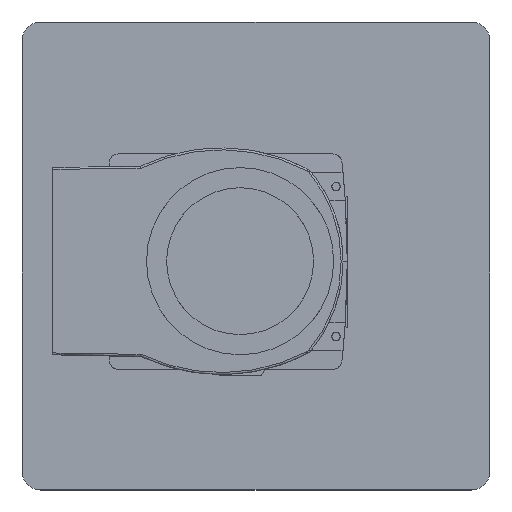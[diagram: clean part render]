
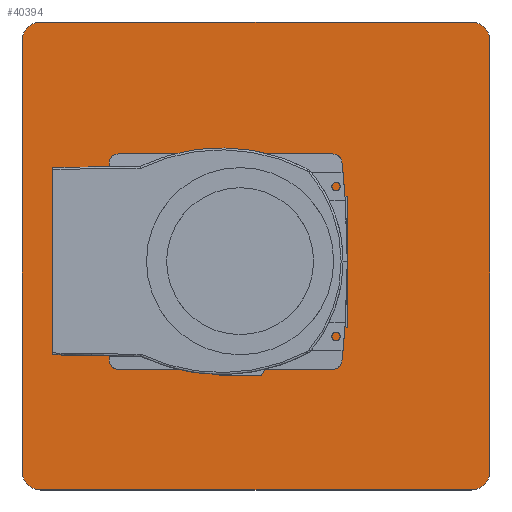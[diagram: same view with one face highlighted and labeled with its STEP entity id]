
A CAD part, top view. The second image highlights one B-rep face of the part: STEP entity #40394.
In plain terms, the highlighted planar face has unit normal (0, 0, 1).
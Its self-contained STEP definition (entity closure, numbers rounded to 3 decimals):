
#40394 = ADVANCED_FACE('',(#40395),#40409,.T.);
#40395 = FACE_BOUND('',#40396,.T.);
#40396 = EDGE_LOOP('',(#40397,#40432,#40461,#40489,#40522,#40550,#40579,
    #40607));
#40397 = ORIENTED_EDGE('',*,*,#40398,.F.);
#40398 = EDGE_CURVE('',#40399,#40401,#40403,.T.);
#40399 = VERTEX_POINT('',#40400);
#40400 = CARTESIAN_POINT('',(-233.,-224.,1.));
#40401 = VERTEX_POINT('',#40402);
#40402 = CARTESIAN_POINT('',(-233.,236.,1.));
#40403 = SURFACE_CURVE('',#40404,(#40408,#40420),.PCURVE_S1.);
#40404 = LINE('',#40405,#40406);
#40405 = CARTESIAN_POINT('',(-233.,-244.,1.));
#40406 = VECTOR('',#40407,1.);
#40407 = DIRECTION('',(0.,1.,0.));
#40408 = PCURVE('',#40409,#40414);
#40409 = PLANE('',#40410);
#40410 = AXIS2_PLACEMENT_3D('',#40411,#40412,#40413);
#40411 = CARTESIAN_POINT('',(-233.,-244.,1.));
#40412 = DIRECTION('',(0.,0.,1.));
#40413 = DIRECTION('',(1.,0.,0.));
#40414 = DEFINITIONAL_REPRESENTATION('',(#40415),#40419);
#40415 = LINE('',#40416,#40417);
#40416 = CARTESIAN_POINT('',(0.,0.));
#40417 = VECTOR('',#40418,1.);
#40418 = DIRECTION('',(0.,1.));
#40419 = ( GEOMETRIC_REPRESENTATION_CONTEXT(2) 
PARAMETRIC_REPRESENTATION_CONTEXT() REPRESENTATION_CONTEXT('2D SPACE',''
  ) );
#40420 = PCURVE('',#40421,#40426);
#40421 = PLANE('',#40422);
#40422 = AXIS2_PLACEMENT_3D('',#40423,#40424,#40425);
#40423 = CARTESIAN_POINT('',(-233.,-244.,-24.));
#40424 = DIRECTION('',(1.,0.,0.));
#40425 = DIRECTION('',(0.,0.,1.));
#40426 = DEFINITIONAL_REPRESENTATION('',(#40427),#40431);
#40427 = LINE('',#40428,#40429);
#40428 = CARTESIAN_POINT('',(25.,0.));
#40429 = VECTOR('',#40430,1.);
#40430 = DIRECTION('',(0.,-1.));
#40431 = ( GEOMETRIC_REPRESENTATION_CONTEXT(2) 
PARAMETRIC_REPRESENTATION_CONTEXT() REPRESENTATION_CONTEXT('2D SPACE',''
  ) );
#40432 = ORIENTED_EDGE('',*,*,#40433,.T.);
#40433 = EDGE_CURVE('',#40399,#40434,#40436,.T.);
#40434 = VERTEX_POINT('',#40435);
#40435 = CARTESIAN_POINT('',(-213.,-244.,1.));
#40436 = SURFACE_CURVE('',#40437,(#40442,#40449),.PCURVE_S1.);
#40437 = CIRCLE('',#40438,20.);
#40438 = AXIS2_PLACEMENT_3D('',#40439,#40440,#40441);
#40439 = CARTESIAN_POINT('',(-213.,-224.,1.));
#40440 = DIRECTION('',(0.,0.,1.));
#40441 = DIRECTION('',(0.,-1.,0.));
#40442 = PCURVE('',#40409,#40443);
#40443 = DEFINITIONAL_REPRESENTATION('',(#40444),#40448);
#40444 = CIRCLE('',#40445,20.);
#40445 = AXIS2_PLACEMENT_2D('',#40446,#40447);
#40446 = CARTESIAN_POINT('',(20.,20.));
#40447 = DIRECTION('',(0.,-1.));
#40448 = ( GEOMETRIC_REPRESENTATION_CONTEXT(2) 
PARAMETRIC_REPRESENTATION_CONTEXT() REPRESENTATION_CONTEXT('2D SPACE',''
  ) );
#40449 = PCURVE('',#40450,#40455);
#40450 = CYLINDRICAL_SURFACE('',#40451,20.);
#40451 = AXIS2_PLACEMENT_3D('',#40452,#40453,#40454);
#40452 = CARTESIAN_POINT('',(-213.,-224.,-24.));
#40453 = DIRECTION('',(0.,0.,1.));
#40454 = DIRECTION('',(-1.,-0.,0.));
#40455 = DEFINITIONAL_REPRESENTATION('',(#40456),#40460);
#40456 = LINE('',#40457,#40458);
#40457 = CARTESIAN_POINT('',(-4.712,25.));
#40458 = VECTOR('',#40459,1.);
#40459 = DIRECTION('',(1.,0.));
#40460 = ( GEOMETRIC_REPRESENTATION_CONTEXT(2) 
PARAMETRIC_REPRESENTATION_CONTEXT() REPRESENTATION_CONTEXT('2D SPACE',''
  ) );
#40461 = ORIENTED_EDGE('',*,*,#40462,.T.);
#40462 = EDGE_CURVE('',#40434,#40463,#40465,.T.);
#40463 = VERTEX_POINT('',#40464);
#40464 = CARTESIAN_POINT('',(247.,-244.,1.));
#40465 = SURFACE_CURVE('',#40466,(#40470,#40477),.PCURVE_S1.);
#40466 = LINE('',#40467,#40468);
#40467 = CARTESIAN_POINT('',(-233.,-244.,1.));
#40468 = VECTOR('',#40469,1.);
#40469 = DIRECTION('',(1.,0.,0.));
#40470 = PCURVE('',#40409,#40471);
#40471 = DEFINITIONAL_REPRESENTATION('',(#40472),#40476);
#40472 = LINE('',#40473,#40474);
#40473 = CARTESIAN_POINT('',(0.,0.));
#40474 = VECTOR('',#40475,1.);
#40475 = DIRECTION('',(1.,0.));
#40476 = ( GEOMETRIC_REPRESENTATION_CONTEXT(2) 
PARAMETRIC_REPRESENTATION_CONTEXT() REPRESENTATION_CONTEXT('2D SPACE',''
  ) );
#40477 = PCURVE('',#40478,#40483);
#40478 = PLANE('',#40479);
#40479 = AXIS2_PLACEMENT_3D('',#40480,#40481,#40482);
#40480 = CARTESIAN_POINT('',(-233.,-244.,-24.));
#40481 = DIRECTION('',(0.,1.,0.));
#40482 = DIRECTION('',(0.,0.,1.));
#40483 = DEFINITIONAL_REPRESENTATION('',(#40484),#40488);
#40484 = LINE('',#40485,#40486);
#40485 = CARTESIAN_POINT('',(25.,0.));
#40486 = VECTOR('',#40487,1.);
#40487 = DIRECTION('',(0.,1.));
#40488 = ( GEOMETRIC_REPRESENTATION_CONTEXT(2) 
PARAMETRIC_REPRESENTATION_CONTEXT() REPRESENTATION_CONTEXT('2D SPACE',''
  ) );
#40489 = ORIENTED_EDGE('',*,*,#40490,.F.);
#40490 = EDGE_CURVE('',#40491,#40463,#40493,.T.);
#40491 = VERTEX_POINT('',#40492);
#40492 = CARTESIAN_POINT('',(267.,-224.,1.));
#40493 = SURFACE_CURVE('',#40494,(#40499,#40510),.PCURVE_S1.);
#40494 = CIRCLE('',#40495,20.);
#40495 = AXIS2_PLACEMENT_3D('',#40496,#40497,#40498);
#40496 = CARTESIAN_POINT('',(247.,-224.,1.));
#40497 = DIRECTION('',(-0.,-0.,-1.));
#40498 = DIRECTION('',(0.,-1.,0.));
#40499 = PCURVE('',#40409,#40500);
#40500 = DEFINITIONAL_REPRESENTATION('',(#40501),#40509);
#40501 = ( BOUNDED_CURVE() B_SPLINE_CURVE(2,(#40502,#40503,#40504,#40505
    ,#40506,#40507,#40508),.UNSPECIFIED.,.T.,.F.) 
B_SPLINE_CURVE_WITH_KNOTS((1,2,2,2,2,1),(-2.094,0.,
    2.094,4.189,6.283,8.378),
.UNSPECIFIED.) CURVE() GEOMETRIC_REPRESENTATION_ITEM() 
RATIONAL_B_SPLINE_CURVE((1.,0.5,1.,0.5,1.,0.5,1.)) REPRESENTATION_ITEM(
  '') );
#40502 = CARTESIAN_POINT('',(480.,0.));
#40503 = CARTESIAN_POINT('',(445.359,0.));
#40504 = CARTESIAN_POINT('',(462.679,30.));
#40505 = CARTESIAN_POINT('',(480.,60.));
#40506 = CARTESIAN_POINT('',(497.321,30.));
#40507 = CARTESIAN_POINT('',(514.641,0.));
#40508 = CARTESIAN_POINT('',(480.,0.));
#40509 = ( GEOMETRIC_REPRESENTATION_CONTEXT(2) 
PARAMETRIC_REPRESENTATION_CONTEXT() REPRESENTATION_CONTEXT('2D SPACE',''
  ) );
#40510 = PCURVE('',#40511,#40516);
#40511 = CYLINDRICAL_SURFACE('',#40512,20.);
#40512 = AXIS2_PLACEMENT_3D('',#40513,#40514,#40515);
#40513 = CARTESIAN_POINT('',(247.,-224.,-24.));
#40514 = DIRECTION('',(0.,0.,1.));
#40515 = DIRECTION('',(1.,0.,-0.));
#40516 = DEFINITIONAL_REPRESENTATION('',(#40517),#40521);
#40517 = LINE('',#40518,#40519);
#40518 = CARTESIAN_POINT('',(4.712,25.));
#40519 = VECTOR('',#40520,1.);
#40520 = DIRECTION('',(-1.,0.));
#40521 = ( GEOMETRIC_REPRESENTATION_CONTEXT(2) 
PARAMETRIC_REPRESENTATION_CONTEXT() REPRESENTATION_CONTEXT('2D SPACE',''
  ) );
#40522 = ORIENTED_EDGE('',*,*,#40523,.T.);
#40523 = EDGE_CURVE('',#40491,#40524,#40526,.T.);
#40524 = VERTEX_POINT('',#40525);
#40525 = CARTESIAN_POINT('',(267.,236.,1.));
#40526 = SURFACE_CURVE('',#40527,(#40531,#40538),.PCURVE_S1.);
#40527 = LINE('',#40528,#40529);
#40528 = CARTESIAN_POINT('',(267.,-244.,1.));
#40529 = VECTOR('',#40530,1.);
#40530 = DIRECTION('',(0.,1.,0.));
#40531 = PCURVE('',#40409,#40532);
#40532 = DEFINITIONAL_REPRESENTATION('',(#40533),#40537);
#40533 = LINE('',#40534,#40535);
#40534 = CARTESIAN_POINT('',(500.,0.));
#40535 = VECTOR('',#40536,1.);
#40536 = DIRECTION('',(0.,1.));
#40537 = ( GEOMETRIC_REPRESENTATION_CONTEXT(2) 
PARAMETRIC_REPRESENTATION_CONTEXT() REPRESENTATION_CONTEXT('2D SPACE',''
  ) );
#40538 = PCURVE('',#40539,#40544);
#40539 = PLANE('',#40540);
#40540 = AXIS2_PLACEMENT_3D('',#40541,#40542,#40543);
#40541 = CARTESIAN_POINT('',(267.,-244.,-24.));
#40542 = DIRECTION('',(1.,0.,0.));
#40543 = DIRECTION('',(0.,0.,1.));
#40544 = DEFINITIONAL_REPRESENTATION('',(#40545),#40549);
#40545 = LINE('',#40546,#40547);
#40546 = CARTESIAN_POINT('',(25.,0.));
#40547 = VECTOR('',#40548,1.);
#40548 = DIRECTION('',(0.,-1.));
#40549 = ( GEOMETRIC_REPRESENTATION_CONTEXT(2) 
PARAMETRIC_REPRESENTATION_CONTEXT() REPRESENTATION_CONTEXT('2D SPACE',''
  ) );
#40550 = ORIENTED_EDGE('',*,*,#40551,.T.);
#40551 = EDGE_CURVE('',#40524,#40552,#40554,.T.);
#40552 = VERTEX_POINT('',#40553);
#40553 = CARTESIAN_POINT('',(247.,256.,1.));
#40554 = SURFACE_CURVE('',#40555,(#40560,#40567),.PCURVE_S1.);
#40555 = CIRCLE('',#40556,20.);
#40556 = AXIS2_PLACEMENT_3D('',#40557,#40558,#40559);
#40557 = CARTESIAN_POINT('',(247.,236.,1.));
#40558 = DIRECTION('',(-0.,0.,1.));
#40559 = DIRECTION('',(0.,-1.,0.));
#40560 = PCURVE('',#40409,#40561);
#40561 = DEFINITIONAL_REPRESENTATION('',(#40562),#40566);
#40562 = CIRCLE('',#40563,20.);
#40563 = AXIS2_PLACEMENT_2D('',#40564,#40565);
#40564 = CARTESIAN_POINT('',(480.,480.));
#40565 = DIRECTION('',(0.,-1.));
#40566 = ( GEOMETRIC_REPRESENTATION_CONTEXT(2) 
PARAMETRIC_REPRESENTATION_CONTEXT() REPRESENTATION_CONTEXT('2D SPACE',''
  ) );
#40567 = PCURVE('',#40568,#40573);
#40568 = CYLINDRICAL_SURFACE('',#40569,20.);
#40569 = AXIS2_PLACEMENT_3D('',#40570,#40571,#40572);
#40570 = CARTESIAN_POINT('',(247.,236.,-24.));
#40571 = DIRECTION('',(0.,0.,1.));
#40572 = DIRECTION('',(1.,0.,0.));
#40573 = DEFINITIONAL_REPRESENTATION('',(#40574),#40578);
#40574 = LINE('',#40575,#40576);
#40575 = CARTESIAN_POINT('',(-1.571,25.));
#40576 = VECTOR('',#40577,1.);
#40577 = DIRECTION('',(1.,0.));
#40578 = ( GEOMETRIC_REPRESENTATION_CONTEXT(2) 
PARAMETRIC_REPRESENTATION_CONTEXT() REPRESENTATION_CONTEXT('2D SPACE',''
  ) );
#40579 = ORIENTED_EDGE('',*,*,#40580,.F.);
#40580 = EDGE_CURVE('',#40581,#40552,#40583,.T.);
#40581 = VERTEX_POINT('',#40582);
#40582 = CARTESIAN_POINT('',(-213.,256.,1.));
#40583 = SURFACE_CURVE('',#40584,(#40588,#40595),.PCURVE_S1.);
#40584 = LINE('',#40585,#40586);
#40585 = CARTESIAN_POINT('',(-233.,256.,1.));
#40586 = VECTOR('',#40587,1.);
#40587 = DIRECTION('',(1.,0.,0.));
#40588 = PCURVE('',#40409,#40589);
#40589 = DEFINITIONAL_REPRESENTATION('',(#40590),#40594);
#40590 = LINE('',#40591,#40592);
#40591 = CARTESIAN_POINT('',(0.,500.));
#40592 = VECTOR('',#40593,1.);
#40593 = DIRECTION('',(1.,0.));
#40594 = ( GEOMETRIC_REPRESENTATION_CONTEXT(2) 
PARAMETRIC_REPRESENTATION_CONTEXT() REPRESENTATION_CONTEXT('2D SPACE',''
  ) );
#40595 = PCURVE('',#40596,#40601);
#40596 = PLANE('',#40597);
#40597 = AXIS2_PLACEMENT_3D('',#40598,#40599,#40600);
#40598 = CARTESIAN_POINT('',(-233.,256.,-24.));
#40599 = DIRECTION('',(0.,1.,0.));
#40600 = DIRECTION('',(0.,0.,1.));
#40601 = DEFINITIONAL_REPRESENTATION('',(#40602),#40606);
#40602 = LINE('',#40603,#40604);
#40603 = CARTESIAN_POINT('',(25.,0.));
#40604 = VECTOR('',#40605,1.);
#40605 = DIRECTION('',(0.,1.));
#40606 = ( GEOMETRIC_REPRESENTATION_CONTEXT(2) 
PARAMETRIC_REPRESENTATION_CONTEXT() REPRESENTATION_CONTEXT('2D SPACE',''
  ) );
#40607 = ORIENTED_EDGE('',*,*,#40608,.T.);
#40608 = EDGE_CURVE('',#40581,#40401,#40609,.T.);
#40609 = SURFACE_CURVE('',#40610,(#40615,#40622),.PCURVE_S1.);
#40610 = CIRCLE('',#40611,20.);
#40611 = AXIS2_PLACEMENT_3D('',#40612,#40613,#40614);
#40612 = CARTESIAN_POINT('',(-213.,236.,1.));
#40613 = DIRECTION('',(-0.,0.,1.));
#40614 = DIRECTION('',(0.,-1.,0.));
#40615 = PCURVE('',#40409,#40616);
#40616 = DEFINITIONAL_REPRESENTATION('',(#40617),#40621);
#40617 = CIRCLE('',#40618,20.);
#40618 = AXIS2_PLACEMENT_2D('',#40619,#40620);
#40619 = CARTESIAN_POINT('',(20.,480.));
#40620 = DIRECTION('',(0.,-1.));
#40621 = ( GEOMETRIC_REPRESENTATION_CONTEXT(2) 
PARAMETRIC_REPRESENTATION_CONTEXT() REPRESENTATION_CONTEXT('2D SPACE',''
  ) );
#40622 = PCURVE('',#40623,#40628);
#40623 = CYLINDRICAL_SURFACE('',#40624,20.);
#40624 = AXIS2_PLACEMENT_3D('',#40625,#40626,#40627);
#40625 = CARTESIAN_POINT('',(-213.,236.,-24.));
#40626 = DIRECTION('',(0.,0.,1.));
#40627 = DIRECTION('',(0.,1.,0.));
#40628 = DEFINITIONAL_REPRESENTATION('',(#40629),#40633);
#40629 = LINE('',#40630,#40631);
#40630 = CARTESIAN_POINT('',(-3.142,25.));
#40631 = VECTOR('',#40632,1.);
#40632 = DIRECTION('',(1.,0.));
#40633 = ( GEOMETRIC_REPRESENTATION_CONTEXT(2) 
PARAMETRIC_REPRESENTATION_CONTEXT() REPRESENTATION_CONTEXT('2D SPACE',''
  ) );
